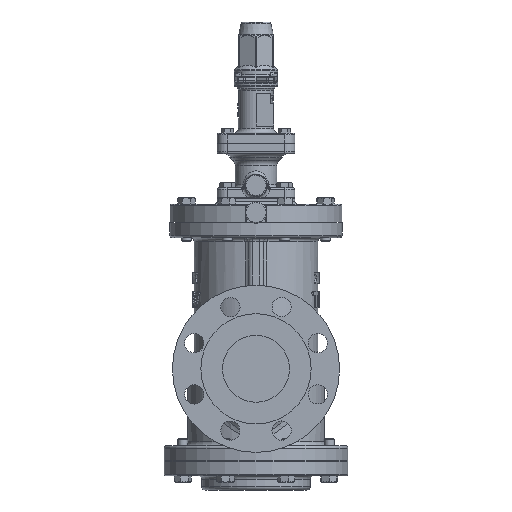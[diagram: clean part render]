
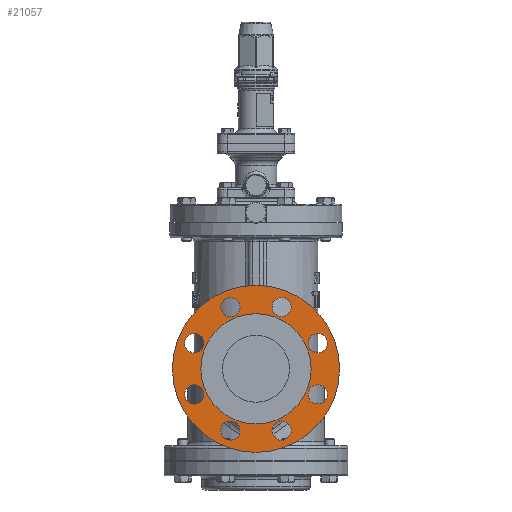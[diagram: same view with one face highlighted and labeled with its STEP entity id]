
A CAD part, left-side view. The second image highlights one B-rep face of the part: STEP entity #21057.
In plain terms, the highlighted planar face has unit normal (-1, 0, 0).
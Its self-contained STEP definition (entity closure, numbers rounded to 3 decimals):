
#772=PLANE('',#22441);
#1867=FACE_BOUND('',#3406,.T.);
#1868=FACE_BOUND('',#3407,.T.);
#1869=FACE_BOUND('',#3408,.T.);
#1870=FACE_BOUND('',#3409,.T.);
#1871=FACE_BOUND('',#3410,.T.);
#1872=FACE_BOUND('',#3411,.T.);
#1873=FACE_BOUND('',#3412,.T.);
#1874=FACE_BOUND('',#3413,.T.);
#1875=FACE_BOUND('',#3414,.T.);
#2055=FACE_OUTER_BOUND('',#3405,.T.);
#3405=EDGE_LOOP('',(#13385));
#3406=EDGE_LOOP('',(#13386));
#3407=EDGE_LOOP('',(#13387));
#3408=EDGE_LOOP('',(#13388));
#3409=EDGE_LOOP('',(#13389));
#3410=EDGE_LOOP('',(#13390));
#3411=EDGE_LOOP('',(#13391));
#3412=EDGE_LOOP('',(#13392));
#3413=EDGE_LOOP('',(#13393));
#3414=EDGE_LOOP('',(#13394));
#4864=CIRCLE('',#22396,100.);
#4892=CIRCLE('',#22442,11.5);
#4893=CIRCLE('',#22443,11.5);
#4894=CIRCLE('',#22444,11.5);
#4895=CIRCLE('',#22445,11.5);
#4896=CIRCLE('',#22446,11.5);
#4897=CIRCLE('',#22447,11.5);
#4898=CIRCLE('',#22448,11.5);
#4899=CIRCLE('',#22449,11.5);
#4900=CIRCLE('',#22450,66.);
#8220=VERTEX_POINT('',#30905);
#8274=VERTEX_POINT('',#31598);
#8275=VERTEX_POINT('',#31600);
#8276=VERTEX_POINT('',#31602);
#8277=VERTEX_POINT('',#31604);
#8278=VERTEX_POINT('',#31606);
#8279=VERTEX_POINT('',#31608);
#8280=VERTEX_POINT('',#31610);
#8281=VERTEX_POINT('',#31612);
#8282=VERTEX_POINT('',#31614);
#10119=EDGE_CURVE('',#8220,#8220,#4864,.T.);
#10200=EDGE_CURVE('',#8274,#8274,#4892,.T.);
#10201=EDGE_CURVE('',#8275,#8275,#4893,.T.);
#10202=EDGE_CURVE('',#8276,#8276,#4894,.T.);
#10203=EDGE_CURVE('',#8277,#8277,#4895,.T.);
#10204=EDGE_CURVE('',#8278,#8278,#4896,.T.);
#10205=EDGE_CURVE('',#8279,#8279,#4897,.T.);
#10206=EDGE_CURVE('',#8280,#8280,#4898,.T.);
#10207=EDGE_CURVE('',#8281,#8281,#4899,.T.);
#10208=EDGE_CURVE('',#8282,#8282,#4900,.T.);
#13385=ORIENTED_EDGE('',*,*,#10119,.F.);
#13386=ORIENTED_EDGE('',*,*,#10200,.F.);
#13387=ORIENTED_EDGE('',*,*,#10201,.F.);
#13388=ORIENTED_EDGE('',*,*,#10202,.F.);
#13389=ORIENTED_EDGE('',*,*,#10203,.F.);
#13390=ORIENTED_EDGE('',*,*,#10204,.F.);
#13391=ORIENTED_EDGE('',*,*,#10205,.F.);
#13392=ORIENTED_EDGE('',*,*,#10206,.F.);
#13393=ORIENTED_EDGE('',*,*,#10207,.F.);
#13394=ORIENTED_EDGE('',*,*,#10208,.F.);
#21057=ADVANCED_FACE('',(#2055,#1867,#1868,#1869,#1870,#1871,#1872,#1873,
#1874,#1875),#772,.F.);
#22396=AXIS2_PLACEMENT_3D('',#30907,#24881,#24882);
#22441=AXIS2_PLACEMENT_3D('',#31597,#24987,#24988);
#22442=AXIS2_PLACEMENT_3D('',#31599,#24989,#24990);
#22443=AXIS2_PLACEMENT_3D('',#31601,#24991,#24992);
#22444=AXIS2_PLACEMENT_3D('',#31603,#24993,#24994);
#22445=AXIS2_PLACEMENT_3D('',#31605,#24995,#24996);
#22446=AXIS2_PLACEMENT_3D('',#31607,#24997,#24998);
#22447=AXIS2_PLACEMENT_3D('',#31609,#24999,#25000);
#22448=AXIS2_PLACEMENT_3D('',#31611,#25001,#25002);
#22449=AXIS2_PLACEMENT_3D('',#31613,#25003,#25004);
#22450=AXIS2_PLACEMENT_3D('',#31615,#25005,#25006);
#24881=DIRECTION('center_axis',(1.,0.,0.));
#24882=DIRECTION('ref_axis',(0.,0.,1.));
#24987=DIRECTION('center_axis',(1.,0.,0.));
#24988=DIRECTION('ref_axis',(0.,0.,-1.));
#24989=DIRECTION('center_axis',(-1.,0.,0.));
#24990=DIRECTION('ref_axis',(0.,0.707,0.707));
#24991=DIRECTION('center_axis',(-1.,0.,0.));
#24992=DIRECTION('ref_axis',(0.,1.,0.));
#24993=DIRECTION('center_axis',(-1.,0.,0.));
#24994=DIRECTION('ref_axis',(0.,0.707,-0.707));
#24995=DIRECTION('center_axis',(-1.,0.,0.));
#24996=DIRECTION('ref_axis',(0.,0.,-1.));
#24997=DIRECTION('center_axis',(-1.,0.,0.));
#24998=DIRECTION('ref_axis',(0.,-0.707,-0.707));
#24999=DIRECTION('center_axis',(-1.,0.,0.));
#25000=DIRECTION('ref_axis',(0.,-1.,0.));
#25001=DIRECTION('center_axis',(-1.,0.,0.));
#25002=DIRECTION('ref_axis',(0.,-0.707,0.707));
#25003=DIRECTION('center_axis',(-1.,0.,0.));
#25004=DIRECTION('ref_axis',(0.,0.,1.));
#25005=DIRECTION('center_axis',(-1.,0.,0.));
#25006=DIRECTION('ref_axis',(0.,0.,1.));
#30905=CARTESIAN_POINT('',(-187.,0.,-100.));
#30907=CARTESIAN_POINT('Origin',(-187.,0.,0.));
#31597=CARTESIAN_POINT('Origin',(-187.,0.,100.));
#31598=CARTESIAN_POINT('',(-187.,65.779,22.483));
#31599=CARTESIAN_POINT('Origin',(-187.,73.91,30.615));
#31600=CARTESIAN_POINT('',(-187.,62.41,-30.615));
#31601=CARTESIAN_POINT('Origin',(-187.,73.91,-30.615));
#31602=CARTESIAN_POINT('',(-187.,22.483,-65.779));
#31603=CARTESIAN_POINT('Origin',(-187.,30.615,-73.91));
#31604=CARTESIAN_POINT('',(-187.,-30.615,-62.41));
#31605=CARTESIAN_POINT('Origin',(-187.,-30.615,-73.91));
#31606=CARTESIAN_POINT('',(-187.,-65.779,-22.483));
#31607=CARTESIAN_POINT('Origin',(-187.,-73.91,-30.615));
#31608=CARTESIAN_POINT('',(-187.,-62.41,30.615));
#31609=CARTESIAN_POINT('Origin',(-187.,-73.91,30.615));
#31610=CARTESIAN_POINT('',(-187.,-22.483,65.779));
#31611=CARTESIAN_POINT('Origin',(-187.,-30.615,73.91));
#31612=CARTESIAN_POINT('',(-187.,30.615,62.41));
#31613=CARTESIAN_POINT('Origin',(-187.,30.615,73.91));
#31614=CARTESIAN_POINT('',(-187.,0.,-66.));
#31615=CARTESIAN_POINT('Origin',(-187.,0.,0.));
